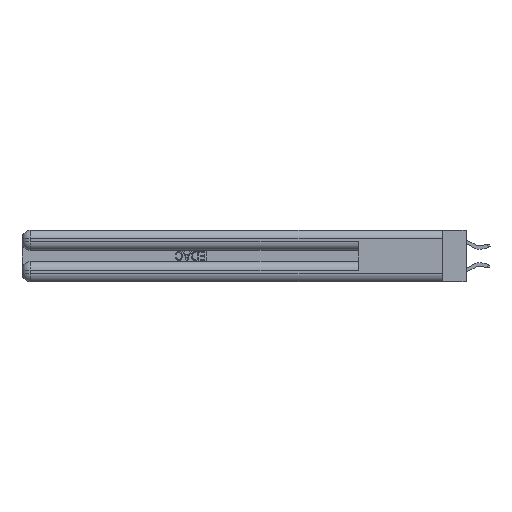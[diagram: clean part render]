
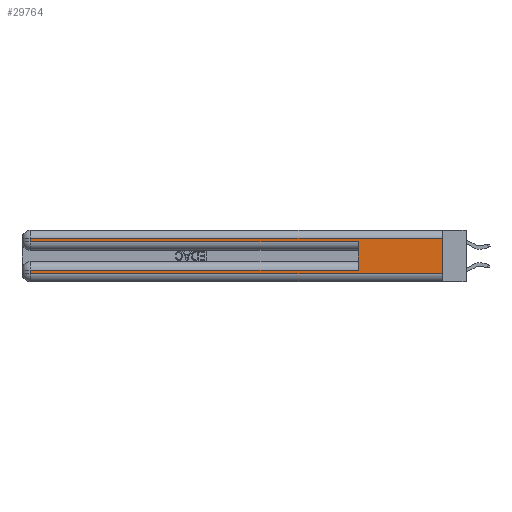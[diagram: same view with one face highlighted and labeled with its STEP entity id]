
A CAD part, left-side view. The second image highlights one B-rep face of the part: STEP entity #29764.
In plain terms, the highlighted planar face has unit normal (-1, 0, 0).
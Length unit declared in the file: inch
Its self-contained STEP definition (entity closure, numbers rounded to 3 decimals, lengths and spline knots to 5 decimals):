
#390 = VECTOR ( 'NONE', #11028, 39.37008 ) ;
#511 = EDGE_CURVE ( 'NONE', #14910, #11622, #4535, .T. ) ;
#546 = ORIENTED_EDGE ( 'NONE', *, *, #20674, .F. ) ;
#580 = DIRECTION ( 'NONE',  ( 0., -1., 0. ) ) ;
#1254 = DIRECTION ( 'NONE',  ( 0., -1., 0. ) ) ;
#1355 = CARTESIAN_POINT ( 'NONE',  ( 0., 0.6, 0.285 ) ) ;
#1823 = VERTEX_POINT ( 'NONE', #28997 ) ;
#2278 = EDGE_CURVE ( 'NONE', #33205, #26131, #23031, .T. ) ;
#2774 = CARTESIAN_POINT ( 'NONE',  ( 0., 0.6, 0.145 ) ) ;
#3387 = CARTESIAN_POINT ( 'NONE',  ( 0., 2.94, 0.31 ) ) ;
#3520 = LINE ( 'NONE', #14775, #24158 ) ;
#4535 = LINE ( 'NONE', #13492, #31205 ) ;
#5198 = LINE ( 'NONE', #5238, #31856 ) ;
#5238 = CARTESIAN_POINT ( 'NONE',  ( 0., 2.94, 0.37 ) ) ;
#5471 = ORIENTED_EDGE ( 'NONE', *, *, #2278, .T. ) ;
#5733 = PLANE ( 'NONE',  #12173 ) ;
#7230 = VECTOR ( 'NONE', #1254, 39.37008 ) ;
#7467 = EDGE_LOOP ( 'NONE', ( #546, #5471, #11746, #18094, #16999, #22481, #30363, #30416 ) ) ;
#8029 = LINE ( 'NONE', #32216, #7230 ) ;
#9137 = EDGE_CURVE ( 'NONE', #9209, #1823, #3520, .T. ) ;
#9209 = VERTEX_POINT ( 'NONE', #9817 ) ;
#9817 = CARTESIAN_POINT ( 'NONE',  ( 0., 0.6, 0.085 ) ) ;
#10915 = CARTESIAN_POINT ( 'NONE',  ( 0., 0., 0.37 ) ) ;
#11028 = DIRECTION ( 'NONE',  ( 0., 0., -1. ) ) ;
#11353 = VECTOR ( 'NONE', #28438, 39.37008 ) ;
#11622 = VERTEX_POINT ( 'NONE', #29521 ) ;
#11746 = ORIENTED_EDGE ( 'NONE', *, *, #28339, .T. ) ;
#12173 = AXIS2_PLACEMENT_3D ( 'NONE', #13395, #13506, #31585 ) ;
#12491 = CARTESIAN_POINT ( 'NONE',  ( 0., 2.94, 0.37 ) ) ;
#12914 = CARTESIAN_POINT ( 'NONE',  ( 0., 2.94, 0.285 ) ) ;
#13085 = VERTEX_POINT ( 'NONE', #12914 ) ;
#13122 = CARTESIAN_POINT ( 'NONE',  ( 0., 2.94, 0.06 ) ) ;
#13395 = CARTESIAN_POINT ( 'NONE',  ( 0., 0., 0.37 ) ) ;
#13492 = CARTESIAN_POINT ( 'NONE',  ( 0., 0., 0.06 ) ) ;
#13506 = DIRECTION ( 'NONE',  ( 1., 0., 0. ) ) ;
#14775 = CARTESIAN_POINT ( 'NONE',  ( 0., 0., 0.085 ) ) ;
#14910 = VERTEX_POINT ( 'NONE', #13122 ) ;
#15772 = VECTOR ( 'NONE', #22808, 39.37008 ) ;
#16999 = ORIENTED_EDGE ( 'NONE', *, *, #20550, .F. ) ;
#18094 = ORIENTED_EDGE ( 'NONE', *, *, #28494, .T. ) ;
#18243 = DIRECTION ( 'NONE',  ( 0., 0., -1. ) ) ;
#19692 = VERTEX_POINT ( 'NONE', #1355 ) ;
#20550 = EDGE_CURVE ( 'NONE', #9209, #19692, #31144, .T. ) ;
#20674 = EDGE_CURVE ( 'NONE', #33205, #11622, #21076, .T. ) ;
#20986 = CARTESIAN_POINT ( 'NONE',  ( 0., 0., 0.31 ) ) ;
#21076 = LINE ( 'NONE', #10915, #390 ) ;
#22401 = EDGE_CURVE ( 'NONE', #1823, #14910, #28663, .T. ) ;
#22481 = ORIENTED_EDGE ( 'NONE', *, *, #9137, .T. ) ;
#22808 = DIRECTION ( 'NONE',  ( 0., 0., -1. ) ) ;
#23012 = DIRECTION ( 'NONE',  ( 0., 1., 0. ) ) ;
#23031 = LINE ( 'NONE', #25608, #29068 ) ;
#23434 = FACE_OUTER_BOUND ( 'NONE', #7467, .T. ) ;
#24158 = VECTOR ( 'NONE', #32843, 39.37008 ) ;
#25608 = CARTESIAN_POINT ( 'NONE',  ( 0., 0., 0.31 ) ) ;
#26131 = VERTEX_POINT ( 'NONE', #3387 ) ;
#28339 = EDGE_CURVE ( 'NONE', #26131, #13085, #5198, .T. ) ;
#28438 = DIRECTION ( 'NONE',  ( 0., 0., 1. ) ) ;
#28494 = EDGE_CURVE ( 'NONE', #13085, #19692, #8029, .T. ) ;
#28663 = LINE ( 'NONE', #12491, #15772 ) ;
#28997 = CARTESIAN_POINT ( 'NONE',  ( 0., 2.94, 0.085 ) ) ;
#29068 = VECTOR ( 'NONE', #23012, 39.37008 ) ;
#29521 = CARTESIAN_POINT ( 'NONE',  ( 0., 0., 0.06 ) ) ;
#29764 = ADVANCED_FACE ( 'NONE', ( #23434 ), #5733, .F. ) ;
#30363 = ORIENTED_EDGE ( 'NONE', *, *, #22401, .T. ) ;
#30416 = ORIENTED_EDGE ( 'NONE', *, *, #511, .T. ) ;
#31144 = LINE ( 'NONE', #2774, #11353 ) ;
#31205 = VECTOR ( 'NONE', #580, 39.37008 ) ;
#31585 = DIRECTION ( 'NONE',  ( 0., 0., -1. ) ) ;
#31856 = VECTOR ( 'NONE', #18243, 39.37008 ) ;
#32216 = CARTESIAN_POINT ( 'NONE',  ( 0., 0., 0.285 ) ) ;
#32843 = DIRECTION ( 'NONE',  ( 0., 1., 0. ) ) ;
#33205 = VERTEX_POINT ( 'NONE', #20986 ) ;
